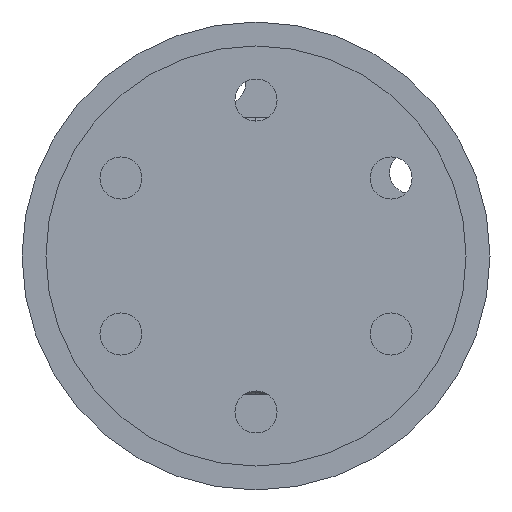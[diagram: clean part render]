
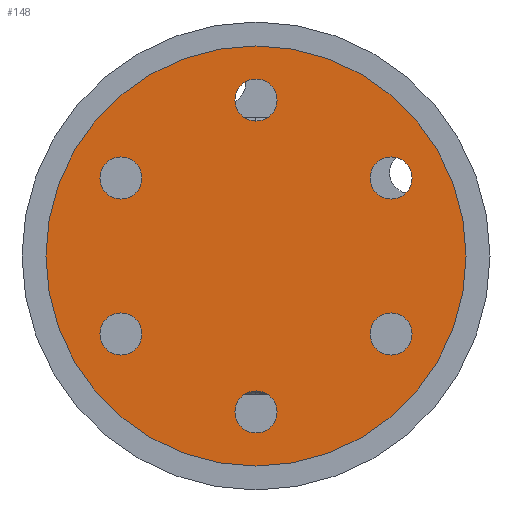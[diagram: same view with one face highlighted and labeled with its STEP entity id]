
A CAD part, left-side view. The second image highlights one B-rep face of the part: STEP entity #148.
In plain terms, the highlighted planar face has unit normal (-1, 0, 0).
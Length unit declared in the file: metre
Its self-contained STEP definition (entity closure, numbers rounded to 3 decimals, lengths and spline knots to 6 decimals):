
#148 = ADVANCED_FACE( 'NONE', ( #303, #304, #305, #306, #307, #308, #309 ), #310, .F. );
#303 = FACE_OUTER_BOUND( '', #731, .T. );
#304 = FACE_BOUND( '', #732, .T. );
#305 = FACE_BOUND( '', #733, .T. );
#306 = FACE_BOUND( '', #734, .T. );
#307 = FACE_BOUND( '', #735, .T. );
#308 = FACE_BOUND( '', #736, .T. );
#309 = FACE_BOUND( '', #737, .T. );
#310 = PLANE( '', #738 );
#731 = EDGE_LOOP( '', ( #1960, #1961 ) );
#732 = EDGE_LOOP( '', ( #1962, #1963 ) );
#733 = EDGE_LOOP( '', ( #1964, #1965 ) );
#734 = EDGE_LOOP( '', ( #1966, #1967 ) );
#735 = EDGE_LOOP( '', ( #1968, #1969 ) );
#736 = EDGE_LOOP( '', ( #1970, #1971 ) );
#737 = EDGE_LOOP( '', ( #1972, #1973 ) );
#738 = AXIS2_PLACEMENT_3D( '', #1974, #1975, #1976 );
#1960 = ORIENTED_EDGE( '', *, *, #2980, .T. );
#1961 = ORIENTED_EDGE( '', *, *, #2981, .T. );
#1962 = ORIENTED_EDGE( '', *, *, #2977, .F. );
#1963 = ORIENTED_EDGE( '', *, *, #2972, .F. );
#1964 = ORIENTED_EDGE( '', *, *, #2975, .F. );
#1965 = ORIENTED_EDGE( '', *, *, #2964, .F. );
#1966 = ORIENTED_EDGE( '', *, *, #2979, .F. );
#1967 = ORIENTED_EDGE( '', *, *, #2968, .F. );
#1968 = ORIENTED_EDGE( '', *, *, #2982, .F. );
#1969 = ORIENTED_EDGE( '', *, *, #2983, .F. );
#1970 = ORIENTED_EDGE( '', *, *, #2984, .F. );
#1971 = ORIENTED_EDGE( '', *, *, #2985, .F. );
#1972 = ORIENTED_EDGE( '', *, *, #2986, .F. );
#1973 = ORIENTED_EDGE( '', *, *, #2987, .F. );
#1974 = CARTESIAN_POINT( '', ( -0.29919, 0.053232, -0.12861 ) );
#1975 = DIRECTION( '', ( 1., 0., 0. ) );
#1976 = DIRECTION( '', ( 0., 1., 0. ) );
#2964 = EDGE_CURVE( 'NONE', #3393, #3395, #3396, .T. );
#2968 = EDGE_CURVE( 'NONE', #3401, #3403, #3404, .T. );
#2972 = EDGE_CURVE( 'NONE', #3409, #3411, #3412, .T. );
#2975 = EDGE_CURVE( 'NONE', #3395, #3393, #3415, .T. );
#2977 = EDGE_CURVE( 'NONE', #3411, #3409, #3417, .T. );
#2979 = EDGE_CURVE( 'NONE', #3403, #3401, #3419, .T. );
#2980 = EDGE_CURVE( 'NONE', #3420, #3421, #3422, .T. );
#2981 = EDGE_CURVE( 'NONE', #3421, #3420, #3423, .T. );
#2982 = EDGE_CURVE( 'NONE', #3424, #3425, #3426, .T. );
#2983 = EDGE_CURVE( 'NONE', #3425, #3424, #3427, .T. );
#2984 = EDGE_CURVE( 'NONE', #3428, #3429, #3430, .T. );
#2985 = EDGE_CURVE( 'NONE', #3429, #3428, #3431, .T. );
#2986 = EDGE_CURVE( 'NONE', #3432, #3433, #3434, .T. );
#2987 = EDGE_CURVE( 'NONE', #3433, #3432, #3435, .T. );
#3393 = VERTEX_POINT( 'NONE', #4486 );
#3395 = VERTEX_POINT( 'NONE', #4489 );
#3396 = CIRCLE( '', #4490, 0.005 );
#3401 = VERTEX_POINT( 'NONE', #4496 );
#3403 = VERTEX_POINT( 'NONE', #4499 );
#3404 = CIRCLE( '', #4500, 0.005 );
#3409 = VERTEX_POINT( 'NONE', #4506 );
#3411 = VERTEX_POINT( 'NONE', #4509 );
#3412 = CIRCLE( '', #4510, 0.005 );
#3415 = CIRCLE( '', #4514, 0.005 );
#3417 = CIRCLE( '', #4516, 0.005 );
#3419 = CIRCLE( '', #4518, 0.005 );
#3420 = VERTEX_POINT( 'NONE', #4519 );
#3421 = VERTEX_POINT( 'NONE', #4520 );
#3422 = CIRCLE( '', #4521, 0.05 );
#3423 = CIRCLE( '', #4522, 0.05 );
#3424 = VERTEX_POINT( 'NONE', #4523 );
#3425 = VERTEX_POINT( 'NONE', #4524 );
#3426 = CIRCLE( '', #4525, 0.005 );
#3427 = CIRCLE( '', #4526, 0.005 );
#3428 = VERTEX_POINT( 'NONE', #4527 );
#3429 = VERTEX_POINT( 'NONE', #4528 );
#3430 = CIRCLE( '', #4529, 0.005 );
#3431 = CIRCLE( '', #4530, 0.005 );
#3432 = VERTEX_POINT( 'NONE', #4531 );
#3433 = VERTEX_POINT( 'NONE', #4532 );
#3434 = CIRCLE( '', #4533, 0.005 );
#3435 = CIRCLE( '', #4534, 0.005 );
#4486 = CARTESIAN_POINT( '', ( -0.29919, 0.090384, -0.147173 ) );
#4489 = CARTESIAN_POINT( '', ( -0.29919, 0.080384, -0.147173 ) );
#4490 = AXIS2_PLACEMENT_3D( '', #6796, #6797, #6798 );
#4496 = CARTESIAN_POINT( '', ( -0.29919, 0.058232, -0.165736 ) );
#4499 = CARTESIAN_POINT( '', ( -0.29919, 0.048232, -0.165736 ) );
#4500 = AXIS2_PLACEMENT_3D( '', #6804, #6805, #6806 );
#4506 = CARTESIAN_POINT( '', ( -0.29919, 0.090384, -0.110047 ) );
#4509 = CARTESIAN_POINT( '', ( -0.29919, 0.080384, -0.110047 ) );
#4510 = AXIS2_PLACEMENT_3D( '', #6812, #6813, #6814 );
#4514 = AXIS2_PLACEMENT_3D( '', #6819, #6820, #6821 );
#4516 = AXIS2_PLACEMENT_3D( '', #6825, #6826, #6827 );
#4518 = AXIS2_PLACEMENT_3D( '', #6831, #6832, #6833 );
#4519 = CARTESIAN_POINT( '', ( -0.29919, 0.003232, -0.12861 ) );
#4520 = CARTESIAN_POINT( '', ( -0.29919, 0.103232, -0.12861 ) );
#4521 = AXIS2_PLACEMENT_3D( '', #6834, #6835, #6836 );
#4522 = AXIS2_PLACEMENT_3D( '', #6837, #6838, #6839 );
#4523 = CARTESIAN_POINT( '', ( -0.29919, 0.016079, -0.147173 ) );
#4524 = CARTESIAN_POINT( '', ( -0.29919, 0.026079, -0.147173 ) );
#4525 = AXIS2_PLACEMENT_3D( '', #6840, #6841, #6842 );
#4526 = AXIS2_PLACEMENT_3D( '', #6843, #6844, #6845 );
#4527 = CARTESIAN_POINT( '', ( -0.29919, 0.016079, -0.110047 ) );
#4528 = CARTESIAN_POINT( '', ( -0.29919, 0.026079, -0.110047 ) );
#4529 = AXIS2_PLACEMENT_3D( '', #6846, #6847, #6848 );
#4530 = AXIS2_PLACEMENT_3D( '', #6849, #6850, #6851 );
#4531 = CARTESIAN_POINT( '', ( -0.29919, 0.048232, -0.091484 ) );
#4532 = CARTESIAN_POINT( '', ( -0.29919, 0.058232, -0.091484 ) );
#4533 = AXIS2_PLACEMENT_3D( '', #6852, #6853, #6854 );
#4534 = AXIS2_PLACEMENT_3D( '', #6855, #6856, #6857 );
#6796 = CARTESIAN_POINT( '', ( -0.29919, 0.085384, -0.147173 ) );
#6797 = DIRECTION( '', ( -1., 0., 0. ) );
#6798 = DIRECTION( '', ( 0., -1., 0. ) );
#6804 = CARTESIAN_POINT( '', ( -0.29919, 0.053232, -0.165736 ) );
#6805 = DIRECTION( '', ( -1., 0., 0. ) );
#6806 = DIRECTION( '', ( 0., -1., 0. ) );
#6812 = CARTESIAN_POINT( '', ( -0.29919, 0.085384, -0.110047 ) );
#6813 = DIRECTION( '', ( -1., 0., 0. ) );
#6814 = DIRECTION( '', ( 0., -1., 0. ) );
#6819 = CARTESIAN_POINT( '', ( -0.29919, 0.085384, -0.147173 ) );
#6820 = DIRECTION( '', ( -1., 0., 0. ) );
#6821 = DIRECTION( '', ( 0., -1., 0. ) );
#6825 = CARTESIAN_POINT( '', ( -0.29919, 0.085384, -0.110047 ) );
#6826 = DIRECTION( '', ( -1., 0., 0. ) );
#6827 = DIRECTION( '', ( 0., -1., 0. ) );
#6831 = CARTESIAN_POINT( '', ( -0.29919, 0.053232, -0.165736 ) );
#6832 = DIRECTION( '', ( -1., 0., 0. ) );
#6833 = DIRECTION( '', ( 0., -1., 0. ) );
#6834 = CARTESIAN_POINT( '', ( -0.29919, 0.053232, -0.12861 ) );
#6835 = DIRECTION( '', ( -1., 0., 0. ) );
#6836 = DIRECTION( '', ( 0., -1., 0. ) );
#6837 = CARTESIAN_POINT( '', ( -0.29919, 0.053232, -0.12861 ) );
#6838 = DIRECTION( '', ( -1., 0., 0. ) );
#6839 = DIRECTION( '', ( 0., -1., 0. ) );
#6840 = CARTESIAN_POINT( '', ( -0.29919, 0.021079, -0.147173 ) );
#6841 = DIRECTION( '', ( -1., 0., 0. ) );
#6842 = DIRECTION( '', ( 0., -1., 0. ) );
#6843 = CARTESIAN_POINT( '', ( -0.29919, 0.021079, -0.147173 ) );
#6844 = DIRECTION( '', ( -1., 0., 0. ) );
#6845 = DIRECTION( '', ( 0., -1., 0. ) );
#6846 = CARTESIAN_POINT( '', ( -0.29919, 0.021079, -0.110047 ) );
#6847 = DIRECTION( '', ( -1., 0., 0. ) );
#6848 = DIRECTION( '', ( 0., -1., 0. ) );
#6849 = CARTESIAN_POINT( '', ( -0.29919, 0.021079, -0.110047 ) );
#6850 = DIRECTION( '', ( -1., 0., 0. ) );
#6851 = DIRECTION( '', ( 0., -1., 0. ) );
#6852 = CARTESIAN_POINT( '', ( -0.29919, 0.053232, -0.091484 ) );
#6853 = DIRECTION( '', ( -1., 0., 0. ) );
#6854 = DIRECTION( '', ( 0., -1., 0. ) );
#6855 = CARTESIAN_POINT( '', ( -0.29919, 0.053232, -0.091484 ) );
#6856 = DIRECTION( '', ( -1., 0., 0. ) );
#6857 = DIRECTION( '', ( 0., -1., 0. ) );
